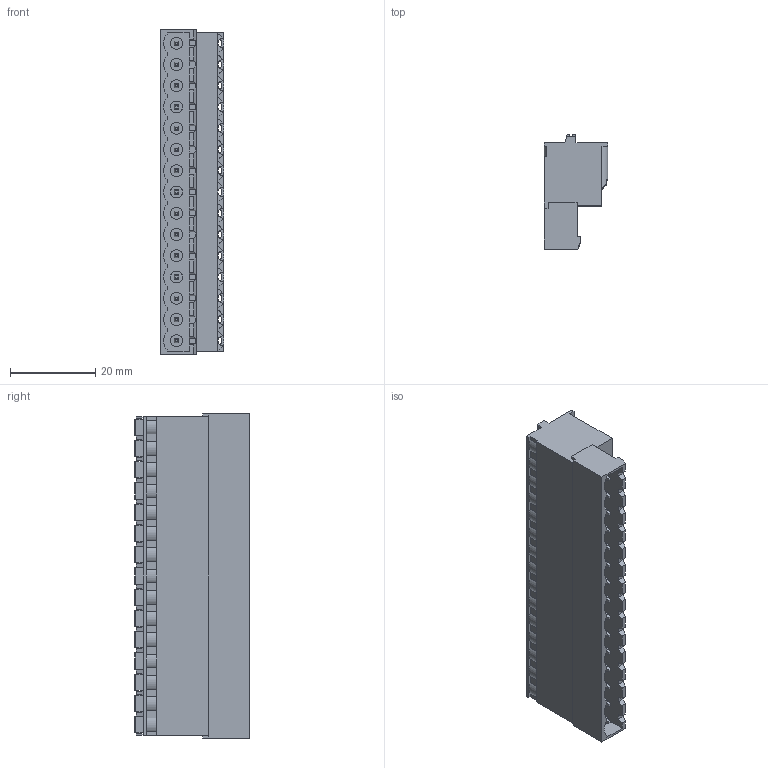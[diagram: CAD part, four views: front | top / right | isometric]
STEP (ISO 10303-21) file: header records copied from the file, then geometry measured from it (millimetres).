
FILE_DESCRIPTION((''),'2;1');
FILE_NAME('TLPHS-218-XXP','2024-10-22T10:33:59',('yanfa'),(''),'CREO PARAMETRIC BY PTC INC, 2018050','CREO PARAMETRIC BY PTC INC, 2018050','');
FILE_SCHEMA(('AUTOMOTIVE_DESIGN { 1 0 10303 214 1 1 1 1 }'));
Length unit declared in the file: millimetre
Products named in the file (1): TLPHS-218-XXP
Bounding box: 15 x 26.99 x 76.32 mm (x, y, z)
Volume: 17506.4 mm3; surface area: 10909.9 mm2
Topology: 1 solids, 1 shells, 845 faces, 2208 edges, 1426 vertices
Faces by surface type: plane 649, cylinder 196
Entity records: 25886 total; most frequent: CARTESIAN_POINT 4884, ORIENTED_EDGE 4404, DIRECTION 4207, EDGE_CURVE 2202, VECTOR 1675, LINE 1675, VERTEX_POINT 1434, AXIS2_PLACEMENT_3D 1266
